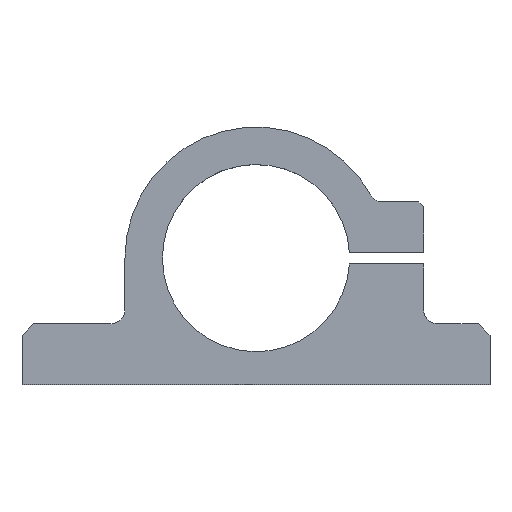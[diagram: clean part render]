
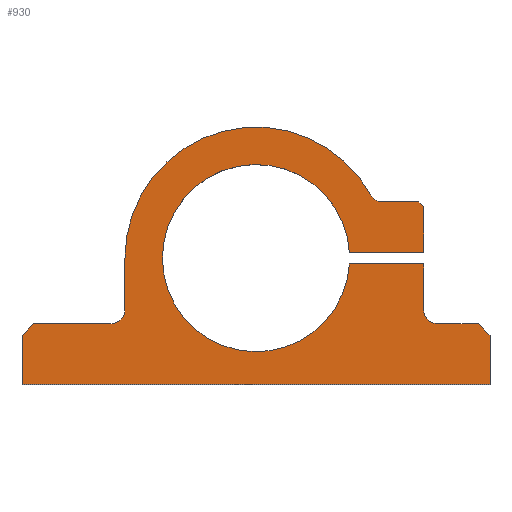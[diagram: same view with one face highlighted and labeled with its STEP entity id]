
A CAD part, top view. The second image highlights one B-rep face of the part: STEP entity #930.
In plain terms, the highlighted planar face has unit normal (0, 0, 1).
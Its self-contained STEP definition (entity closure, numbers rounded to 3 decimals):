
#93=AXIS2_PLACEMENT_3D('Circle Axis2P3D',#91,#92,$) ;
#159=AXIS2_PLACEMENT_3D('Circle Axis2P3D',#157,#158,$) ;
#217=AXIS2_PLACEMENT_3D('Circle Axis2P3D',#215,#216,$) ;
#248=AXIS2_PLACEMENT_3D('Circle Axis2P3D',#246,#247,$) ;
#534=AXIS2_PLACEMENT_3D('Circle Axis2P3D',#532,#533,$) ;
#546=AXIS2_PLACEMENT_3D('Circle Axis2P3D',#544,#545,$) ;
#901=AXIS2_PLACEMENT_3D('Plane Axis2P3D',#898,#899,#900) ;
#74=CARTESIAN_POINT('Vertex',(39.922,51.5,20.)) ;
#88=CARTESIAN_POINT('Vertex',(-40.,54.,20.)) ;
#91=CARTESIAN_POINT('Axis2P3D Location',(0.,54.,20.)) ;
#121=CARTESIAN_POINT('Vertex',(71.6,51.5,20.)) ;
#124=CARTESIAN_POINT('Line Origine',(71.6,41.75,20.)) ;
#128=CARTESIAN_POINT('Vertex',(71.6,32.,20.)) ;
#152=CARTESIAN_POINT('Vertex',(49.008,81.097,20.)) ;
#157=CARTESIAN_POINT('Axis2P3D Location',(54.259,84.,20.)) ;
#161=CARTESIAN_POINT('Vertex',(54.259,78.,20.)) ;
#210=CARTESIAN_POINT('Vertex',(-62.,26.,20.)) ;
#215=CARTESIAN_POINT('Axis2P3D Location',(-62.,32.,20.)) ;
#219=CARTESIAN_POINT('Vertex',(-56.,32.,20.)) ;
#246=CARTESIAN_POINT('Axis2P3D Location',(77.6,32.,20.)) ;
#250=CARTESIAN_POINT('Vertex',(77.6,26.,20.)) ;
#412=CARTESIAN_POINT('Line Origine',(55.761,56.5,20.)) ;
#416=CARTESIAN_POINT('Vertex',(39.922,56.5,20.)) ;
#418=CARTESIAN_POINT('Vertex',(71.6,56.5,20.)) ;
#462=CARTESIAN_POINT('Vertex',(-100.,0.,20.)) ;
#476=CARTESIAN_POINT('Vertex',(100.,0.,20.)) ;
#479=CARTESIAN_POINT('Line Origine',(0.,0.,20.)) ;
#496=CARTESIAN_POINT('Line Origine',(-56.,43.,20.)) ;
#500=CARTESIAN_POINT('Vertex',(-56.,54.,20.)) ;
#532=CARTESIAN_POINT('Axis2P3D Location',(0.,54.,20.)) ;
#544=CARTESIAN_POINT('Axis2P3D Location',(0.,54.,20.)) ;
#566=CARTESIAN_POINT('Line Origine',(55.761,51.5,20.)) ;
#653=CARTESIAN_POINT('Line Origine',(86.3,26.,20.)) ;
#657=CARTESIAN_POINT('Vertex',(95.,26.,20.)) ;
#677=CARTESIAN_POINT('Line Origine',(100.,10.5,20.)) ;
#681=CARTESIAN_POINT('Vertex',(100.,21.,20.)) ;
#708=CARTESIAN_POINT('Line Origine',(97.5,23.5,20.)) ;
#736=CARTESIAN_POINT('Vertex',(-100.,21.,20.)) ;
#744=CARTESIAN_POINT('Line Origine',(-100.,10.5,20.)) ;
#756=CARTESIAN_POINT('Line Origine',(-78.5,26.,20.)) ;
#760=CARTESIAN_POINT('Vertex',(-95.,26.,20.)) ;
#787=CARTESIAN_POINT('Line Origine',(-97.5,23.5,20.)) ;
#815=CARTESIAN_POINT('Vertex',(69.6,78.,20.)) ;
#823=CARTESIAN_POINT('Line Origine',(61.929,78.,20.)) ;
#839=CARTESIAN_POINT('Line Origine',(71.6,66.25,20.)) ;
#843=CARTESIAN_POINT('Vertex',(71.6,76.,20.)) ;
#898=CARTESIAN_POINT('Axis2P3D Location',(0.,0.,20.)) ;
#903=CARTESIAN_POINT('Line Origine',(70.6,77.,20.)) ;
#92=DIRECTION('Axis2P3D Direction',(0.,0.,1.)) ;
#125=DIRECTION('Vector Direction',(0.,1.,0.)) ;
#158=DIRECTION('Axis2P3D Direction',(-0.,0.,-1.)) ;
#216=DIRECTION('Axis2P3D Direction',(0.,0.,1.)) ;
#247=DIRECTION('Axis2P3D Direction',(0.,0.,1.)) ;
#413=DIRECTION('Vector Direction',(-1.,0.,0.)) ;
#480=DIRECTION('Vector Direction',(1.,0.,0.)) ;
#497=DIRECTION('Vector Direction',(0.,1.,0.)) ;
#533=DIRECTION('Axis2P3D Direction',(0.,0.,1.)) ;
#545=DIRECTION('Axis2P3D Direction',(0.,0.,1.)) ;
#567=DIRECTION('Vector Direction',(1.,0.,0.)) ;
#654=DIRECTION('Vector Direction',(-1.,0.,0.)) ;
#678=DIRECTION('Vector Direction',(0.,1.,0.)) ;
#709=DIRECTION('Vector Direction',(0.707,-0.707,0.)) ;
#745=DIRECTION('Vector Direction',(0.,1.,0.)) ;
#757=DIRECTION('Vector Direction',(1.,0.,0.)) ;
#788=DIRECTION('Vector Direction',(0.707,0.707,0.)) ;
#824=DIRECTION('Vector Direction',(1.,0.,0.)) ;
#840=DIRECTION('Vector Direction',(0.,1.,0.)) ;
#899=DIRECTION('Axis2P3D Direction',(0.,0.,1.)) ;
#900=DIRECTION('Axis2P3D XDirection',(1.,0.,0.)) ;
#904=DIRECTION('Vector Direction',(-0.707,0.707,0.)) ;
#126=VECTOR('Line Direction',#125,1.) ;
#414=VECTOR('Line Direction',#413,1.) ;
#481=VECTOR('Line Direction',#480,1.) ;
#498=VECTOR('Line Direction',#497,1.) ;
#568=VECTOR('Line Direction',#567,1.) ;
#655=VECTOR('Line Direction',#654,1.) ;
#679=VECTOR('Line Direction',#678,1.) ;
#710=VECTOR('Line Direction',#709,1.) ;
#746=VECTOR('Line Direction',#745,1.) ;
#758=VECTOR('Line Direction',#757,1.) ;
#789=VECTOR('Line Direction',#788,1.) ;
#825=VECTOR('Line Direction',#824,1.) ;
#841=VECTOR('Line Direction',#840,1.) ;
#905=VECTOR('Line Direction',#904,1.) ;
#909=ORIENTED_EDGE('',*,*,#827,.T.) ;
#910=ORIENTED_EDGE('',*,*,#163,.T.) ;
#911=ORIENTED_EDGE('',*,*,#536,.T.) ;
#912=ORIENTED_EDGE('',*,*,#502,.T.) ;
#913=ORIENTED_EDGE('',*,*,#221,.T.) ;
#914=ORIENTED_EDGE('',*,*,#762,.T.) ;
#915=ORIENTED_EDGE('',*,*,#791,.F.) ;
#916=ORIENTED_EDGE('',*,*,#748,.T.) ;
#917=ORIENTED_EDGE('',*,*,#483,.T.) ;
#918=ORIENTED_EDGE('',*,*,#683,.T.) ;
#919=ORIENTED_EDGE('',*,*,#712,.F.) ;
#920=ORIENTED_EDGE('',*,*,#659,.T.) ;
#921=ORIENTED_EDGE('',*,*,#252,.T.) ;
#922=ORIENTED_EDGE('',*,*,#130,.T.) ;
#923=ORIENTED_EDGE('',*,*,#570,.T.) ;
#924=ORIENTED_EDGE('',*,*,#95,.F.) ;
#925=ORIENTED_EDGE('',*,*,#548,.F.) ;
#926=ORIENTED_EDGE('',*,*,#420,.T.) ;
#927=ORIENTED_EDGE('',*,*,#845,.T.) ;
#928=ORIENTED_EDGE('',*,*,#907,.F.) ;
#930=ADVANCED_FACE('Corps principal',(#929),#902,.T.) ;
#94=CIRCLE('generated circle',#93,40.) ;
#160=CIRCLE('generated circle',#159,6.) ;
#218=CIRCLE('generated circle',#217,6.) ;
#249=CIRCLE('generated circle',#248,6.) ;
#535=CIRCLE('generated circle',#534,56.) ;
#547=CIRCLE('generated circle',#546,40.) ;
#95=EDGE_CURVE('',#89,#75,#94,.T.) ;
#130=EDGE_CURVE('',#129,#122,#127,.T.) ;
#163=EDGE_CURVE('',#162,#153,#160,.T.) ;
#221=EDGE_CURVE('',#220,#211,#218,.F.) ;
#252=EDGE_CURVE('',#251,#129,#249,.F.) ;
#420=EDGE_CURVE('',#417,#419,#415,.F.) ;
#483=EDGE_CURVE('',#463,#477,#482,.T.) ;
#502=EDGE_CURVE('',#501,#220,#499,.F.) ;
#536=EDGE_CURVE('',#153,#501,#535,.T.) ;
#548=EDGE_CURVE('',#417,#89,#547,.T.) ;
#570=EDGE_CURVE('',#122,#75,#569,.F.) ;
#659=EDGE_CURVE('',#658,#251,#656,.T.) ;
#683=EDGE_CURVE('',#477,#682,#680,.T.) ;
#712=EDGE_CURVE('',#658,#682,#711,.T.) ;
#748=EDGE_CURVE('',#737,#463,#747,.F.) ;
#762=EDGE_CURVE('',#211,#761,#759,.F.) ;
#791=EDGE_CURVE('',#737,#761,#790,.T.) ;
#827=EDGE_CURVE('',#816,#162,#826,.F.) ;
#845=EDGE_CURVE('',#419,#844,#842,.T.) ;
#907=EDGE_CURVE('',#816,#844,#906,.F.) ;
#908=EDGE_LOOP('',(#909,#910,#911,#912,#913,#914,#915,#916,#917,#918,#919,#920,#921,#922,#923,#924,#925,#926,#927,#928)) ;
#929=FACE_OUTER_BOUND('',#908,.T.) ;
#127=LINE('Line',#124,#126) ;
#415=LINE('Line',#412,#414) ;
#482=LINE('Line',#479,#481) ;
#499=LINE('Line',#496,#498) ;
#569=LINE('Line',#566,#568) ;
#656=LINE('Line',#653,#655) ;
#680=LINE('Line',#677,#679) ;
#711=LINE('Line',#708,#710) ;
#747=LINE('Line',#744,#746) ;
#759=LINE('Line',#756,#758) ;
#790=LINE('Line',#787,#789) ;
#826=LINE('Line',#823,#825) ;
#842=LINE('Line',#839,#841) ;
#906=LINE('Line',#903,#905) ;
#902=PLANE('',#901) ;
#75=VERTEX_POINT('',#74) ;
#89=VERTEX_POINT('',#88) ;
#122=VERTEX_POINT('',#121) ;
#129=VERTEX_POINT('',#128) ;
#153=VERTEX_POINT('',#152) ;
#162=VERTEX_POINT('',#161) ;
#211=VERTEX_POINT('',#210) ;
#220=VERTEX_POINT('',#219) ;
#251=VERTEX_POINT('',#250) ;
#417=VERTEX_POINT('',#416) ;
#419=VERTEX_POINT('',#418) ;
#463=VERTEX_POINT('',#462) ;
#477=VERTEX_POINT('',#476) ;
#501=VERTEX_POINT('',#500) ;
#658=VERTEX_POINT('',#657) ;
#682=VERTEX_POINT('',#681) ;
#737=VERTEX_POINT('',#736) ;
#761=VERTEX_POINT('',#760) ;
#816=VERTEX_POINT('',#815) ;
#844=VERTEX_POINT('',#843) ;
